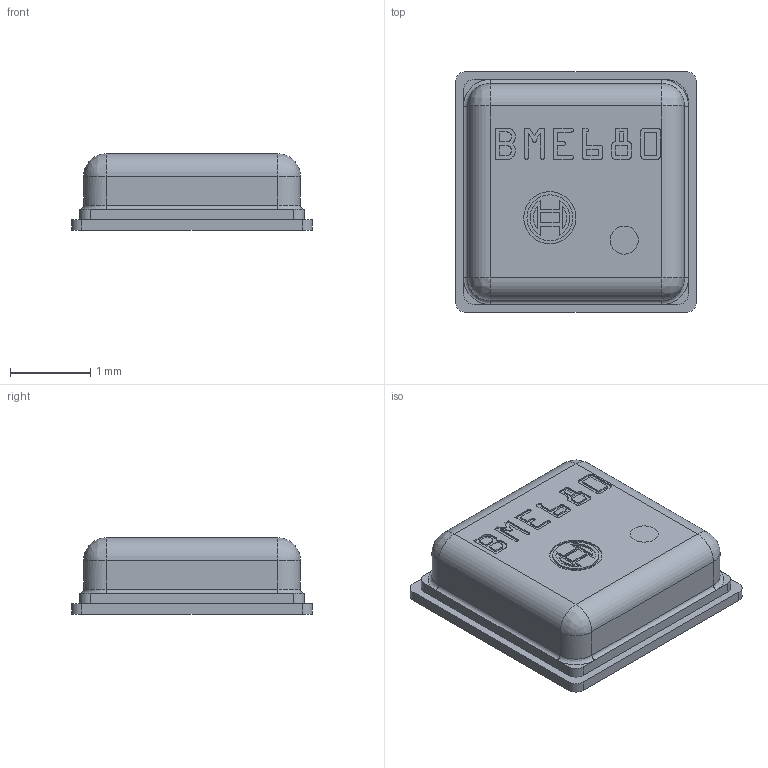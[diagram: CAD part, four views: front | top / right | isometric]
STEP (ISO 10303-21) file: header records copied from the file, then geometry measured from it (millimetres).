
FILE_DESCRIPTION(('FreeCAD Model'),'2;1');
FILE_NAME( 'BME680.step', '2017-11-13T16:37:44',('kicad StepUp'),('ksu MCAD'), 'Open CASCADE STEP processor 6.8','FreeCAD','Unknown');
FILE_SCHEMA(('AUTOMOTIVE_DESIGN_CC2 { 1 2 10303 214 -1 1 5 4 }'));
Length unit declared in the file: millimetre
Products named in the file (1): BME680
Bounding box: 3 x 3 x 0.95 mm (x, y, z)
Volume: 7 mm3; surface area: 26.9 mm2
Topology: 1 solids, 1 shells, 232 faces, 619 edges, 414 vertices
Faces by surface type: plane 125, bspline 78, cylinder 29
Entity records: 9598 total; most frequent: CARTESIAN_POINT 2632, ORIENTED_EDGE 1230, DIRECTION 847, EDGE_CURVE 615, VERTEX_POINT 414, LINE 405, VECTOR 405, FACE_BOUND 261
